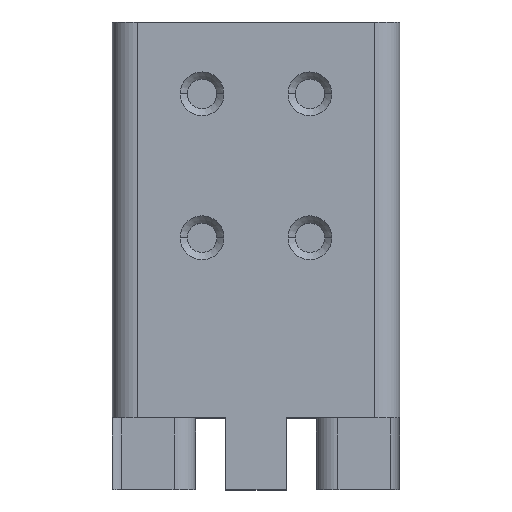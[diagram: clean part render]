
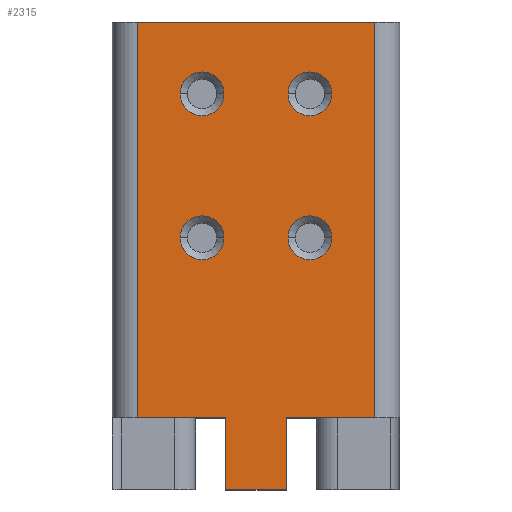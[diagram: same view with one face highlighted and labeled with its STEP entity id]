
A CAD part, top view. The second image highlights one B-rep face of the part: STEP entity #2315.
In plain terms, the highlighted planar face has unit normal (0, 0, 1).
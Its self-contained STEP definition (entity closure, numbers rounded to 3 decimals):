
#17 = AXIS2_PLACEMENT_3D ( 'NONE', #3038, #3133, #2421 ) ;
#20 = VECTOR ( 'NONE', #4049, 1000. ) ;
#48 = ORIENTED_EDGE ( 'NONE', *, *, #852, .T. ) ;
#54 = CARTESIAN_POINT ( 'NONE',  ( 24.217, -37.5, 20. ) ) ;
#70 = EDGE_CURVE ( 'NONE', #2665, #1657, #2460, .T. ) ;
#91 = DIRECTION ( 'NONE',  ( 0., 1., 0. ) ) ;
#101 = DIRECTION ( 'NONE',  ( -1., 0., 0. ) ) ;
#124 = FACE_BOUND ( 'NONE', #1835, .T. ) ;
#153 = LINE ( 'NONE', #3476, #20 ) ;
#293 = ORIENTED_EDGE ( 'NONE', *, *, #70, .T. ) ;
#295 = ORIENTED_EDGE ( 'NONE', *, *, #3597, .F. ) ;
#301 = CIRCLE ( 'NONE', #17, 3.05 ) ;
#320 = DIRECTION ( 'NONE',  ( 0., 0., -1. ) ) ;
#386 = LINE ( 'NONE', #3106, #1131 ) ;
#390 = DIRECTION ( 'NONE',  ( 0., 0., -1. ) ) ;
#393 = DIRECTION ( 'NONE',  ( 1., 0., 0. ) ) ;
#479 = LINE ( 'NONE', #1105, #3833 ) ;
#499 = AXIS2_PLACEMENT_3D ( 'NONE', #4028, #390, #3728 ) ;
#517 = AXIS2_PLACEMENT_3D ( 'NONE', #3307, #320, #3614 ) ;
#559 = VERTEX_POINT ( 'NONE', #1074 ) ;
#562 = CARTESIAN_POINT ( 'NONE',  ( 15.55, 17.5, 20. ) ) ;
#575 = DIRECTION ( 'NONE',  ( 1., 0., 0. ) ) ;
#602 = VECTOR ( 'NONE', #1088, 1000. ) ;
#603 = CARTESIAN_POINT ( 'NONE',  ( 30.55, 17.5, 20. ) ) ;
#635 = ORIENTED_EDGE ( 'NONE', *, *, #2059, .T. ) ;
#641 = AXIS2_PLACEMENT_3D ( 'NONE', #1148, #4080, #2388 ) ;
#726 = CARTESIAN_POINT ( 'NONE',  ( 36.5, 0., 20. ) ) ;
#739 = LINE ( 'NONE', #1446, #3287 ) ;
#751 = FACE_BOUND ( 'NONE', #3233, .T. ) ;
#852 = EDGE_CURVE ( 'NONE', #1798, #2093, #2868, .T. ) ;
#880 = VERTEX_POINT ( 'NONE', #3224 ) ;
#893 = DIRECTION ( 'NONE',  ( 0., 0., -1. ) ) ;
#942 = AXIS2_PLACEMENT_3D ( 'NONE', #1696, #1655, #2014 ) ;
#958 = CARTESIAN_POINT ( 'NONE',  ( 24.45, 17.5, 20. ) ) ;
#975 = ORIENTED_EDGE ( 'NONE', *, *, #3268, .T. ) ;
#994 = ORIENTED_EDGE ( 'NONE', *, *, #2758, .F. ) ;
#1059 = PLANE ( 'NONE',  #641 ) ;
#1074 = CARTESIAN_POINT ( 'NONE',  ( 9.45, 17.5, 20. ) ) ;
#1083 = EDGE_LOOP ( 'NONE', ( #2134, #635, #1591, #2302, #295, #994, #1900, #975 ) ) ;
#1088 = DIRECTION ( 'NONE',  ( 0., -1., 0. ) ) ;
#1103 = VERTEX_POINT ( 'NONE', #3170 ) ;
#1105 = CARTESIAN_POINT ( 'NONE',  ( 0., -37.5, 20. ) ) ;
#1131 = VECTOR ( 'NONE', #1453, 1000. ) ;
#1148 = CARTESIAN_POINT ( 'NONE',  ( 40., 0., 20. ) ) ;
#1225 = EDGE_CURVE ( 'NONE', #4229, #1854, #2737, .T. ) ;
#1370 = CARTESIAN_POINT ( 'NONE',  ( 3.5, -27.5, 20. ) ) ;
#1437 = FACE_BOUND ( 'NONE', #2786, .T. ) ;
#1441 = DIRECTION ( 'NONE',  ( -1., 0., 0. ) ) ;
#1446 = CARTESIAN_POINT ( 'NONE',  ( 24.217, -37.5, 20. ) ) ;
#1453 = DIRECTION ( 'NONE',  ( 0., 1., 0. ) ) ;
#1475 = CIRCLE ( 'NONE', #517, 3.05 ) ;
#1591 = ORIENTED_EDGE ( 'NONE', *, *, #4024, .T. ) ;
#1609 = DIRECTION ( 'NONE',  ( 0., 0., -1. ) ) ;
#1630 = CARTESIAN_POINT ( 'NONE',  ( 15.783, -37.5, 20. ) ) ;
#1655 = DIRECTION ( 'NONE',  ( 0., 0., -1. ) ) ;
#1657 = VERTEX_POINT ( 'NONE', #2162 ) ;
#1696 = CARTESIAN_POINT ( 'NONE',  ( 27.5, -2.5, 20. ) ) ;
#1709 = DIRECTION ( 'NONE',  ( 0., 0., -1. ) ) ;
#1759 = VERTEX_POINT ( 'NONE', #562 ) ;
#1793 = VERTEX_POINT ( 'NONE', #3325 ) ;
#1798 = VERTEX_POINT ( 'NONE', #958 ) ;
#1810 = VECTOR ( 'NONE', #2249, 1000. ) ;
#1815 = CIRCLE ( 'NONE', #2927, 3.05 ) ;
#1835 = EDGE_LOOP ( 'NONE', ( #2485, #48 ) ) ;
#1854 = VERTEX_POINT ( 'NONE', #1370 ) ;
#1896 = LINE ( 'NONE', #2186, #1810 ) ;
#1900 = ORIENTED_EDGE ( 'NONE', *, *, #3667, .F. ) ;
#1908 = EDGE_CURVE ( 'NONE', #559, #1759, #2513, .T. ) ;
#1935 = ORIENTED_EDGE ( 'NONE', *, *, #3101, .T. ) ;
#1937 = DIRECTION ( 'NONE',  ( 0., 0., -1. ) ) ;
#1951 = CARTESIAN_POINT ( 'NONE',  ( 36.5, 27.5, 20. ) ) ;
#2012 = EDGE_CURVE ( 'NONE', #1657, #2665, #301, .T. ) ;
#2014 = DIRECTION ( 'NONE',  ( 1., 0., 0. ) ) ;
#2042 = DIRECTION ( 'NONE',  ( 0., 1., 0. ) ) ;
#2059 = EDGE_CURVE ( 'NONE', #4220, #3084, #2383, .T. ) ;
#2093 = VERTEX_POINT ( 'NONE', #603 ) ;
#2134 = ORIENTED_EDGE ( 'NONE', *, *, #2140, .F. ) ;
#2140 = EDGE_CURVE ( 'NONE', #4220, #880, #1896, .T. ) ;
#2150 = VERTEX_POINT ( 'NONE', #3531 ) ;
#2162 = CARTESIAN_POINT ( 'NONE',  ( 30.55, -2.5, 20. ) ) ;
#2170 = VECTOR ( 'NONE', #101, 1000. ) ;
#2186 = CARTESIAN_POINT ( 'NONE',  ( 40., -27.5, 20. ) ) ;
#2244 = CARTESIAN_POINT ( 'NONE',  ( 27.5, 17.5, 20. ) ) ;
#2249 = DIRECTION ( 'NONE',  ( -1., 0., 0. ) ) ;
#2262 = CARTESIAN_POINT ( 'NONE',  ( 36.5, -27.5, 20. ) ) ;
#2297 = DIRECTION ( 'NONE',  ( 1., 0., 0. ) ) ;
#2302 = ORIENTED_EDGE ( 'NONE', *, *, #1225, .T. ) ;
#2315 = ADVANCED_FACE ( 'NONE', ( #3068, #751, #124, #1437, #2763 ), #1059, .T. ) ;
#2328 = CARTESIAN_POINT ( 'NONE',  ( 24.45, -2.5, 20. ) ) ;
#2352 = EDGE_CURVE ( 'NONE', #2150, #1793, #3415, .T. ) ;
#2383 = LINE ( 'NONE', #726, #2715 ) ;
#2388 = DIRECTION ( 'NONE',  ( 1., 0., 0. ) ) ;
#2403 = ORIENTED_EDGE ( 'NONE', *, *, #2012, .T. ) ;
#2421 = DIRECTION ( 'NONE',  ( 1., 0., 0. ) ) ;
#2445 = CARTESIAN_POINT ( 'NONE',  ( 40., 27.5, 20. ) ) ;
#2460 = CIRCLE ( 'NONE', #942, 3.05 ) ;
#2485 = ORIENTED_EDGE ( 'NONE', *, *, #3818, .T. ) ;
#2513 = CIRCLE ( 'NONE', #3271, 3.05 ) ;
#2665 = VERTEX_POINT ( 'NONE', #2328 ) ;
#2715 = VECTOR ( 'NONE', #2042, 1000. ) ;
#2720 = VERTEX_POINT ( 'NONE', #54 ) ;
#2737 = LINE ( 'NONE', #4051, #602 ) ;
#2758 = EDGE_CURVE ( 'NONE', #3880, #1103, #386, .T. ) ;
#2763 = FACE_OUTER_BOUND ( 'NONE', #1083, .T. ) ;
#2786 = EDGE_LOOP ( 'NONE', ( #1935, #4149 ) ) ;
#2799 = AXIS2_PLACEMENT_3D ( 'NONE', #2244, #1609, #575 ) ;
#2868 = CIRCLE ( 'NONE', #2799, 3.05 ) ;
#2927 = AXIS2_PLACEMENT_3D ( 'NONE', #3211, #893, #4200 ) ;
#2971 = CARTESIAN_POINT ( 'NONE',  ( 12.5, 17.5, 20. ) ) ;
#3001 = EDGE_CURVE ( 'NONE', #1793, #2150, #1475, .T. ) ;
#3038 = CARTESIAN_POINT ( 'NONE',  ( 27.5, -2.5, 20. ) ) ;
#3068 = FACE_BOUND ( 'NONE', #4223, .T. ) ;
#3084 = VERTEX_POINT ( 'NONE', #1951 ) ;
#3101 = EDGE_CURVE ( 'NONE', #1759, #559, #3572, .T. ) ;
#3106 = CARTESIAN_POINT ( 'NONE',  ( 15.783, -37.5, 20. ) ) ;
#3111 = LINE ( 'NONE', #2445, #2170 ) ;
#3133 = DIRECTION ( 'NONE',  ( 0., 0., -1. ) ) ;
#3170 = CARTESIAN_POINT ( 'NONE',  ( 15.783, -27.5, 20. ) ) ;
#3211 = CARTESIAN_POINT ( 'NONE',  ( 27.5, 17.5, 20. ) ) ;
#3224 = CARTESIAN_POINT ( 'NONE',  ( 24.217, -27.5, 20. ) ) ;
#3233 = EDGE_LOOP ( 'NONE', ( #3789, #4017 ) ) ;
#3268 = EDGE_CURVE ( 'NONE', #2720, #880, #739, .T. ) ;
#3271 = AXIS2_PLACEMENT_3D ( 'NONE', #3926, #1937, #2297 ) ;
#3287 = VECTOR ( 'NONE', #91, 1000. ) ;
#3307 = CARTESIAN_POINT ( 'NONE',  ( 12.5, -2.5, 20. ) ) ;
#3325 = CARTESIAN_POINT ( 'NONE',  ( 9.45, -2.5, 20. ) ) ;
#3334 = CARTESIAN_POINT ( 'NONE',  ( 3.5, 27.5, 20. ) ) ;
#3415 = CIRCLE ( 'NONE', #499, 3.05 ) ;
#3476 = CARTESIAN_POINT ( 'NONE',  ( 40., -27.5, 20. ) ) ;
#3531 = CARTESIAN_POINT ( 'NONE',  ( 15.55, -2.5, 20. ) ) ;
#3572 = CIRCLE ( 'NONE', #3764, 3.05 ) ;
#3597 = EDGE_CURVE ( 'NONE', #1103, #1854, #153, .T. ) ;
#3614 = DIRECTION ( 'NONE',  ( 1., 0., 0. ) ) ;
#3667 = EDGE_CURVE ( 'NONE', #2720, #3880, #479, .T. ) ;
#3728 = DIRECTION ( 'NONE',  ( 1., 0., 0. ) ) ;
#3764 = AXIS2_PLACEMENT_3D ( 'NONE', #2971, #1709, #393 ) ;
#3789 = ORIENTED_EDGE ( 'NONE', *, *, #2352, .T. ) ;
#3818 = EDGE_CURVE ( 'NONE', #2093, #1798, #1815, .T. ) ;
#3833 = VECTOR ( 'NONE', #1441, 1000. ) ;
#3880 = VERTEX_POINT ( 'NONE', #1630 ) ;
#3926 = CARTESIAN_POINT ( 'NONE',  ( 12.5, 17.5, 20. ) ) ;
#4017 = ORIENTED_EDGE ( 'NONE', *, *, #3001, .T. ) ;
#4024 = EDGE_CURVE ( 'NONE', #3084, #4229, #3111, .T. ) ;
#4028 = CARTESIAN_POINT ( 'NONE',  ( 12.5, -2.5, 20. ) ) ;
#4049 = DIRECTION ( 'NONE',  ( -1., 0., 0. ) ) ;
#4051 = CARTESIAN_POINT ( 'NONE',  ( 3.5, -27.5, 20. ) ) ;
#4080 = DIRECTION ( 'NONE',  ( 0., 0., 1. ) ) ;
#4149 = ORIENTED_EDGE ( 'NONE', *, *, #1908, .T. ) ;
#4200 = DIRECTION ( 'NONE',  ( 1., 0., 0. ) ) ;
#4220 = VERTEX_POINT ( 'NONE', #2262 ) ;
#4223 = EDGE_LOOP ( 'NONE', ( #2403, #293 ) ) ;
#4229 = VERTEX_POINT ( 'NONE', #3334 ) ;
